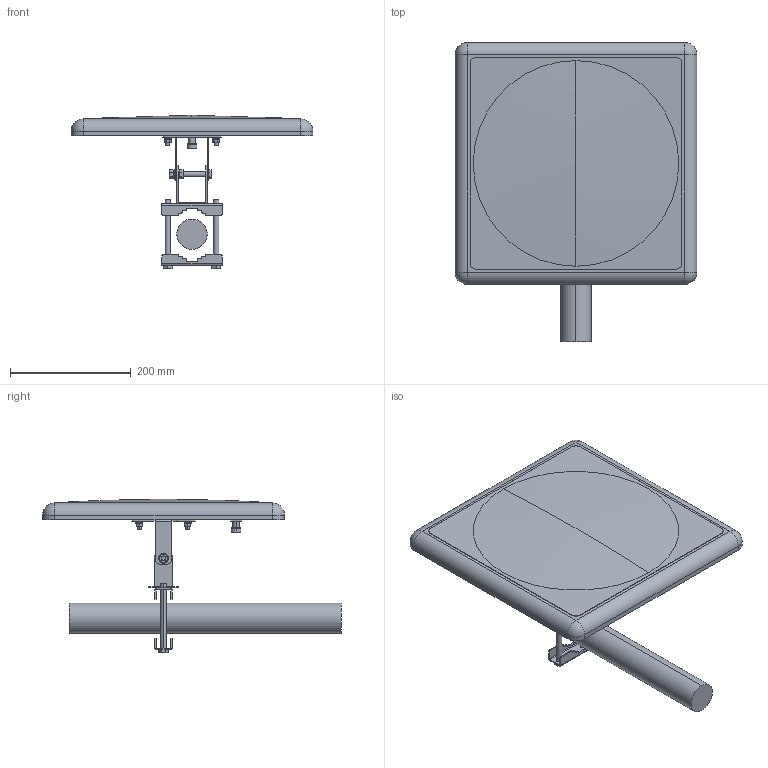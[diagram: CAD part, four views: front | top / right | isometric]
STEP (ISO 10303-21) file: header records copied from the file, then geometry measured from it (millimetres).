
FILE_DESCRIPTION (( 'STEP AP203' ), '1' );
FILE_NAME ('FMANFP1021_3D.STEP', '2022-11-21T16:38:28', ( '' ), ( '' ), 'SwSTEP 2.0', 'SolidWorks 2022', '' );
FILE_SCHEMA (( 'CONFIG_CONTROL_DESIGN' ));
Length unit declared in the file: millimetre
Products named in the file (1): FMANFP1021_3D
Bounding box: 400 x 494.15 x 253.5 mm (x, y, z)
Volume: 2372851.1 mm3; surface area: 1078265.3 mm2
Topology: 88 solids, 88 shells, 2861 faces, 6880 edges, 4115 vertices
Faces by surface type: plane 1195, cylinder 1066, cone 254, sphere 218, bspline 84, torus 44
Entity records: 91355 total; most frequent: CARTESIAN_POINT 24939, DIRECTION 14264, ORIENTED_EDGE 13424, EDGE_CURVE 6712, AXIS2_PLACEMENT_3D 5310, VERTEX_POINT 4115, VECTOR 3644, LINE 3644
